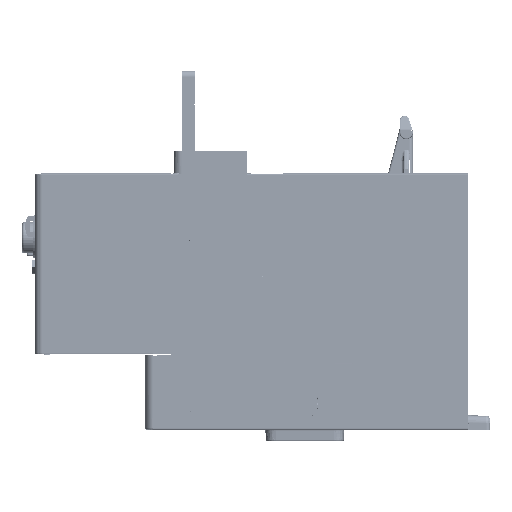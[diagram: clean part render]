
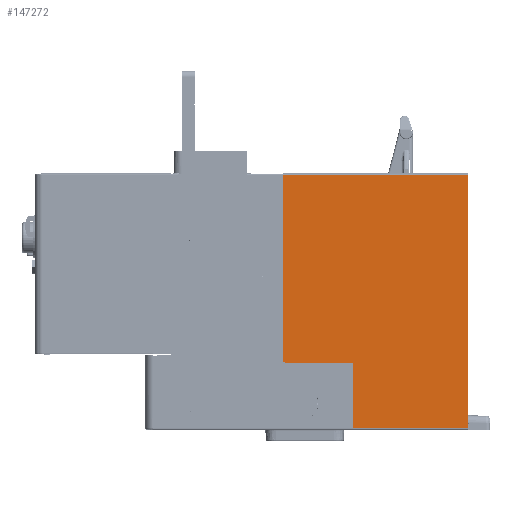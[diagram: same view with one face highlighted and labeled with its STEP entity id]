
A CAD part, left-side view. The second image highlights one B-rep face of the part: STEP entity #147272.
In plain terms, the highlighted planar face has unit normal (-1, 0, 0).
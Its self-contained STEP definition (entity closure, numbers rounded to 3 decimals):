
#121667=DIRECTION('',(0.,0.,1.));
#121668=VECTOR('',#121667,65.2);
#121669=CARTESIAN_POINT('',(-35.8,-7.947,-63.285));
#121670=LINE('',#121669,#121668);
#121767=CARTESIAN_POINT('',(-35.8,38.72,-45.435));
#121768=DIRECTION('',(1.,0.,0.));
#121769=DIRECTION('',(0.,0.,-1.));
#121770=AXIS2_PLACEMENT_3D('',#121767,#121768,#121769);
#121772=DIRECTION('',(0.,1.,0.));
#121773=VECTOR('',#121772,17.2);
#121774=CARTESIAN_POINT('',(-35.8,21.52,-46.435));
#121775=LINE('',#121774,#121773);
#123431=DIRECTION('',(0.,0.,1.));
#123432=VECTOR('',#123431,16.85);
#123433=CARTESIAN_POINT('',(-35.8,21.52,-63.285));
#123434=LINE('',#123433,#123432);
#123621=DIRECTION('',(0.,-1.,0.));
#123622=VECTOR('',#123621,47.667);
#123623=CARTESIAN_POINT('',(-35.8,39.72,1.915));
#123624=LINE('',#123623,#123622);
#123648=DIRECTION('',(0.,-1.,0.));
#123649=VECTOR('',#123648,29.467);
#123650=CARTESIAN_POINT('',(-35.8,21.52,-63.285));
#123651=LINE('',#123650,#123649);
#123816=DIRECTION('',(0.,0.,-1.));
#123817=VECTOR('',#123816,47.35);
#123818=CARTESIAN_POINT('',(-35.8,39.72,1.915));
#123819=LINE('',#123818,#123817);
#142516=CARTESIAN_POINT('',(-35.8,39.72,1.915));
#142517=CARTESIAN_POINT('',(-35.8,-7.947,1.915));
#142518=VERTEX_POINT('',#142516);
#142519=VERTEX_POINT('',#142517);
#142528=CARTESIAN_POINT('',(-35.8,21.52,-63.285));
#142529=VERTEX_POINT('',#142528);
#142530=CARTESIAN_POINT('',(-35.8,-7.947,-63.285));
#142531=VERTEX_POINT('',#142530);
#146850=CARTESIAN_POINT('',(-35.8,21.52,-46.435));
#146851=VERTEX_POINT('',#146850);
#146852=CARTESIAN_POINT('',(-35.8,39.72,-45.435));
#146854=VERTEX_POINT('',#146852);
#146856=CARTESIAN_POINT('',(-35.8,38.72,-46.435));
#146857=VERTEX_POINT('',#146856);
#147252=CARTESIAN_POINT('',(-35.8,-7.947,-63.585));
#147253=DIRECTION('',(-1.,0.,0.));
#147254=DIRECTION('',(0.,0.,1.));
#147255=AXIS2_PLACEMENT_3D('',#147252,#147253,#147254);
#147256=PLANE('',#147255);
#147258=ORIENTED_EDGE('',*,*,#147257,.T.);
#147260=ORIENTED_EDGE('',*,*,#147259,.F.);
#147262=ORIENTED_EDGE('',*,*,#147261,.T.);
#147263=ORIENTED_EDGE('',*,*,#147043,.F.);
#147265=ORIENTED_EDGE('',*,*,#147264,.F.);
#147267=ORIENTED_EDGE('',*,*,#147266,.T.);
#147269=ORIENTED_EDGE('',*,*,#147268,.T.);
#147270=EDGE_LOOP('',(#147258,#147260,#147262,#147263,#147265,#147267,#147269));
#147271=FACE_OUTER_BOUND('',#147270,.F.);
#147272=ADVANCED_FACE('',(#147271),#147256,.T.);
#121771=CIRCLE('',#121770,1.);
#147043=EDGE_CURVE('',#142531,#142519,#121670,.T.);
#147257=EDGE_CURVE('',#146857,#146854,#121771,.T.);
#147259=EDGE_CURVE('',#142518,#146854,#123819,.T.);
#147261=EDGE_CURVE('',#142518,#142519,#123624,.T.);
#147264=EDGE_CURVE('',#142529,#142531,#123651,.T.);
#147266=EDGE_CURVE('',#142529,#146851,#123434,.T.);
#147268=EDGE_CURVE('',#146851,#146857,#121775,.T.);
